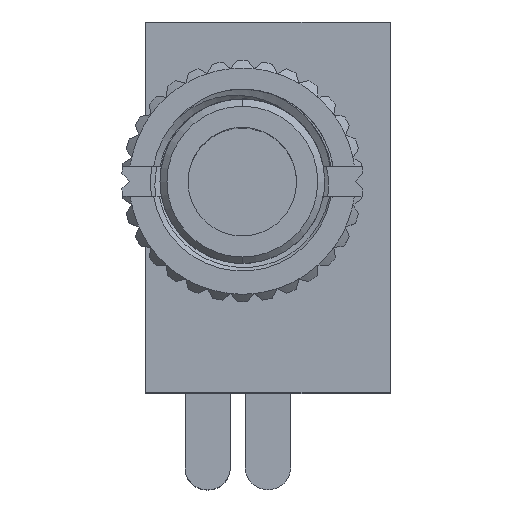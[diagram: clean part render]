
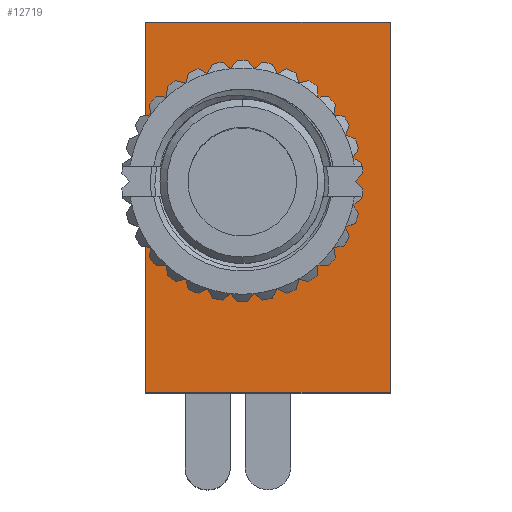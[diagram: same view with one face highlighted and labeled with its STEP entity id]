
A CAD part, top view. The second image highlights one B-rep face of the part: STEP entity #12719.
In plain terms, the highlighted planar face has unit normal (0, 0, 1).
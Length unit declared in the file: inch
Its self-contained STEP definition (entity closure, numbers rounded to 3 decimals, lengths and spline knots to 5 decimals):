
#520 = CARTESIAN_POINT ( 'NONE',  ( -0.12598, 0.20866, 0. ) ) ;
#784 = FACE_BOUND ( 'NONE', #8605, .T. ) ;
#801 = EDGE_LOOP ( 'NONE', ( #4912, #6216, #5966, #6285 ) ) ;
#898 = VERTEX_POINT ( 'NONE', #15240 ) ;
#940 = EDGE_CURVE ( 'NONE', #12786, #14232, #9556, .T. ) ;
#943 = AXIS2_PLACEMENT_3D ( 'NONE', #15313, #15296, #15294 ) ;
#1327 = CIRCLE ( 'NONE', #10160, 0.11811 ) ;
#1534 = VERTEX_POINT ( 'NONE', #19042 ) ;
#3122 = EDGE_CURVE ( 'NONE', #898, #1534, #1327, .T. ) ;
#4593 = ORIENTED_EDGE ( 'NONE', *, *, #3122, .F. ) ;
#4831 = ORIENTED_EDGE ( 'NONE', *, *, #8195, .F. ) ;
#4912 = ORIENTED_EDGE ( 'NONE', *, *, #6428, .F. ) ;
#5792 = CARTESIAN_POINT ( 'NONE',  ( 0.19291, 0.20866, 0. ) ) ;
#5966 = ORIENTED_EDGE ( 'NONE', *, *, #6549, .F. ) ;
#6216 = ORIENTED_EDGE ( 'NONE', *, *, #12454, .T. ) ;
#6285 = ORIENTED_EDGE ( 'NONE', *, *, #940, .F. ) ;
#6428 = EDGE_CURVE ( 'NONE', #8721, #12786, #11389, .T. ) ;
#6549 = EDGE_CURVE ( 'NONE', #14232, #19009, #13135, .T. ) ;
#7048 = DIRECTION ( 'NONE',  ( 0., 1., 0. ) ) ;
#7053 = DIRECTION ( 'NONE',  ( 0., 0., 1. ) ) ;
#7076 = CARTESIAN_POINT ( 'NONE',  ( 0., 0., 0. ) ) ;
#7472 = CARTESIAN_POINT ( 'NONE',  ( 0.19291, 0.20866, 0. ) ) ;
#7549 = AXIS2_PLACEMENT_3D ( 'NONE', #11920, #11906, #11883 ) ;
#8195 = EDGE_CURVE ( 'NONE', #1534, #898, #8523, .T. ) ;
#8523 = CIRCLE ( 'NONE', #7549, 0.11811 ) ;
#8605 = EDGE_LOOP ( 'NONE', ( #4831, #4593 ) ) ;
#8721 = VERTEX_POINT ( 'NONE', #7472 ) ;
#8809 = FACE_OUTER_BOUND ( 'NONE', #801, .T. ) ;
#8937 = DIRECTION ( 'NONE',  ( 0., 1., 0. ) ) ;
#8962 = CARTESIAN_POINT ( 'NONE',  ( -0.12598, 0.20866, 0. ) ) ;
#9414 = CARTESIAN_POINT ( 'NONE',  ( 0.19291, -0.27559, 0. ) ) ;
#9539 = VECTOR ( 'NONE', #10916, 39.37008 ) ;
#9556 = LINE ( 'NONE', #9414, #9539 ) ;
#10160 = AXIS2_PLACEMENT_3D ( 'NONE', #7076, #7053, #7048 ) ;
#10916 = DIRECTION ( 'NONE',  ( -1., 0., 0. ) ) ;
#11136 = DIRECTION ( 'NONE',  ( 0., -1., 0. ) ) ;
#11157 = CARTESIAN_POINT ( 'NONE',  ( 0.19291, 0.20866, 0. ) ) ;
#11367 = VECTOR ( 'NONE', #11136, 39.37008 ) ;
#11389 = LINE ( 'NONE', #11157, #11367 ) ;
#11883 = DIRECTION ( 'NONE',  ( 0., 1., 0. ) ) ;
#11906 = DIRECTION ( 'NONE',  ( 0., 0., 1. ) ) ;
#11920 = CARTESIAN_POINT ( 'NONE',  ( 0., 0., 0. ) ) ;
#12454 = EDGE_CURVE ( 'NONE', #8721, #19009, #16795, .T. ) ;
#12719 = ADVANCED_FACE ( 'NONE', ( #8809, #784 ), #15481, .F. ) ;
#12786 = VERTEX_POINT ( 'NONE', #14963 ) ;
#13135 = LINE ( 'NONE', #8962, #13154 ) ;
#13154 = VECTOR ( 'NONE', #8937, 39.37008 ) ;
#14232 = VERTEX_POINT ( 'NONE', #15435 ) ;
#14963 = CARTESIAN_POINT ( 'NONE',  ( 0.19291, -0.27559, 0. ) ) ;
#15240 = CARTESIAN_POINT ( 'NONE',  ( 0., -0.11811, 0. ) ) ;
#15294 = DIRECTION ( 'NONE',  ( -1., 0., 0. ) ) ;
#15296 = DIRECTION ( 'NONE',  ( 0., 0., -1. ) ) ;
#15313 = CARTESIAN_POINT ( 'NONE',  ( 0.19291, 0.20866, 0. ) ) ;
#15435 = CARTESIAN_POINT ( 'NONE',  ( -0.12598, -0.27559, 0. ) ) ;
#15481 = PLANE ( 'NONE',  #943 ) ;
#16464 = VECTOR ( 'NONE', #19375, 39.37008 ) ;
#16795 = LINE ( 'NONE', #5792, #16464 ) ;
#19009 = VERTEX_POINT ( 'NONE', #520 ) ;
#19042 = CARTESIAN_POINT ( 'NONE',  ( 0., 0.11811, 0. ) ) ;
#19375 = DIRECTION ( 'NONE',  ( -1., 0., 0. ) ) ;
